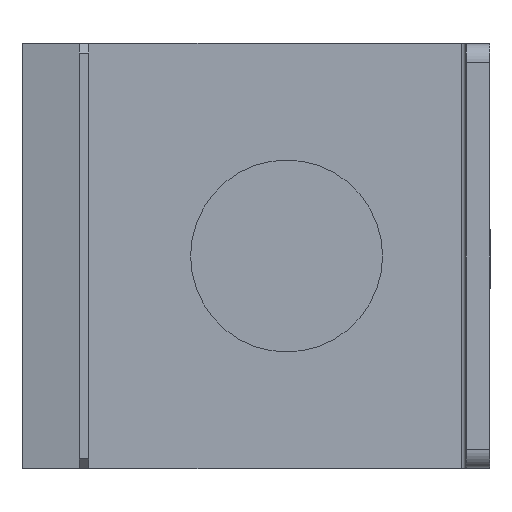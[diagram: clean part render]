
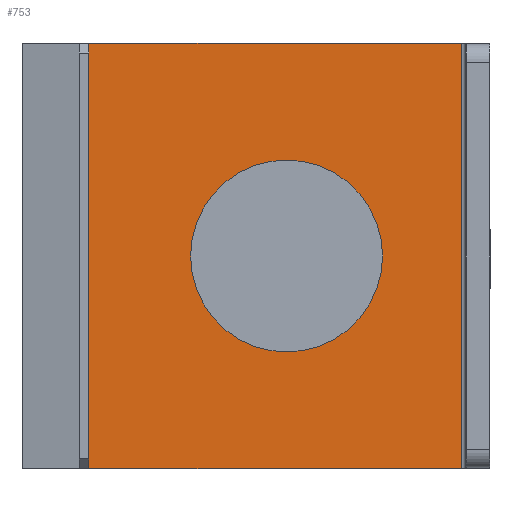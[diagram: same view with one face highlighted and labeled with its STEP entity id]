
A CAD part, left-side view. The second image highlights one B-rep face of the part: STEP entity #753.
In plain terms, the highlighted planar face has unit normal (-1, 0, 0).
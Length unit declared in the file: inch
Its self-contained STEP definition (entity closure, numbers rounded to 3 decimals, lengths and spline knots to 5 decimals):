
#29 = LINE ( 'NONE', #5680, #6194 ) ;
#111 = DIRECTION ( 'NONE',  ( 0., 0., 1. ) ) ;
#124 = VERTEX_POINT ( 'NONE', #3302 ) ;
#205 = DIRECTION ( 'NONE',  ( 0., 1., 0. ) ) ;
#231 = CARTESIAN_POINT ( 'NONE',  ( 0.33465, 0.96457, 0. ) ) ;
#358 = VERTEX_POINT ( 'NONE', #5868 ) ;
#674 = EDGE_LOOP ( 'NONE', ( #5179, #2927, #2882, #2979 ) ) ;
#682 = DIRECTION ( 'NONE',  ( -1., 0., 0. ) ) ;
#753 = ADVANCED_FACE ( 'NONE', ( #4302, #3731 ), #5322, .F. ) ;
#795 = AXIS2_PLACEMENT_3D ( 'NONE', #5184, #4014, #3449 ) ;
#874 = CARTESIAN_POINT ( 'NONE',  ( 0.33465, 0.09843, 0. ) ) ;
#1160 = DIRECTION ( 'NONE',  ( 0., 0., -1. ) ) ;
#1171 = CARTESIAN_POINT ( 'NONE',  ( 0.33465, 1.65354, -1.75197 ) ) ;
#1291 = CARTESIAN_POINT ( 'NONE',  ( 0.33465, 0.83858, -1.27165 ) ) ;
#1323 = EDGE_CURVE ( 'NONE', #2521, #6002, #4277, .T. ) ;
#1360 = DIRECTION ( 'NONE',  ( 0., 1., 0. ) ) ;
#1473 = VECTOR ( 'NONE', #205, 39.37008 ) ;
#1732 = CARTESIAN_POINT ( 'NONE',  ( 0.33465, 0.83858, -0.48031 ) ) ;
#1917 = DIRECTION ( 'NONE',  ( 1., 0., 0. ) ) ;
#2361 = CARTESIAN_POINT ( 'NONE',  ( 0.33465, 0.83858, -0.87598 ) ) ;
#2485 = EDGE_LOOP ( 'NONE', ( #3870, #2853 ) ) ;
#2521 = VERTEX_POINT ( 'NONE', #1732 ) ;
#2549 = VERTEX_POINT ( 'NONE', #1171 ) ;
#2552 = LINE ( 'NONE', #231, #5461 ) ;
#2688 = EDGE_CURVE ( 'NONE', #6999, #2549, #6530, .T. ) ;
#2749 = CARTESIAN_POINT ( 'NONE',  ( 0.33465, 0.11811, -1.75197 ) ) ;
#2853 = ORIENTED_EDGE ( 'NONE', *, *, #6597, .F. ) ;
#2882 = ORIENTED_EDGE ( 'NONE', *, *, #4877, .F. ) ;
#2927 = ORIENTED_EDGE ( 'NONE', *, *, #6182, .F. ) ;
#2979 = ORIENTED_EDGE ( 'NONE', *, *, #6062, .F. ) ;
#3302 = CARTESIAN_POINT ( 'NONE',  ( 0.33465, 1.65354, 0. ) ) ;
#3429 = CIRCLE ( 'NONE', #795, 0.39567 ) ;
#3449 = DIRECTION ( 'NONE',  ( 0., 0., 1. ) ) ;
#3731 = FACE_OUTER_BOUND ( 'NONE', #674, .T. ) ;
#3870 = ORIENTED_EDGE ( 'NONE', *, *, #1323, .F. ) ;
#4014 = DIRECTION ( 'NONE',  ( -1., 0., 0. ) ) ;
#4277 = CIRCLE ( 'NONE', #5114, 0.39567 ) ;
#4302 = FACE_BOUND ( 'NONE', #2485, .T. ) ;
#4863 = DIRECTION ( 'NONE',  ( 0., -1., 0. ) ) ;
#4877 = EDGE_CURVE ( 'NONE', #124, #358, #2552, .T. ) ;
#5109 = VECTOR ( 'NONE', #6213, 39.37008 ) ;
#5114 = AXIS2_PLACEMENT_3D ( 'NONE', #2361, #682, #111 ) ;
#5179 = ORIENTED_EDGE ( 'NONE', *, *, #2688, .F. ) ;
#5184 = CARTESIAN_POINT ( 'NONE',  ( 0.33465, 0.83858, -0.87598 ) ) ;
#5322 = PLANE ( 'NONE',  #7085 ) ;
#5370 = CARTESIAN_POINT ( 'NONE',  ( 0.33465, 0.09843, -1.75197 ) ) ;
#5461 = VECTOR ( 'NONE', #4863, 39.37008 ) ;
#5680 = CARTESIAN_POINT ( 'NONE',  ( 0.33465, 0.11811, 0. ) ) ;
#5868 = CARTESIAN_POINT ( 'NONE',  ( 0.33465, 0.11811, 0. ) ) ;
#6002 = VERTEX_POINT ( 'NONE', #1291 ) ;
#6062 = EDGE_CURVE ( 'NONE', #2549, #124, #6175, .T. ) ;
#6175 = LINE ( 'NONE', #6532, #5109 ) ;
#6182 = EDGE_CURVE ( 'NONE', #358, #6999, #29, .T. ) ;
#6194 = VECTOR ( 'NONE', #1160, 39.37008 ) ;
#6213 = DIRECTION ( 'NONE',  ( 0., 0., 1. ) ) ;
#6530 = LINE ( 'NONE', #5370, #1473 ) ;
#6532 = CARTESIAN_POINT ( 'NONE',  ( 0.33465, 1.65354, 0. ) ) ;
#6597 = EDGE_CURVE ( 'NONE', #6002, #2521, #3429, .T. ) ;
#6999 = VERTEX_POINT ( 'NONE', #2749 ) ;
#7085 = AXIS2_PLACEMENT_3D ( 'NONE', #874, #1917, #1360 ) ;
